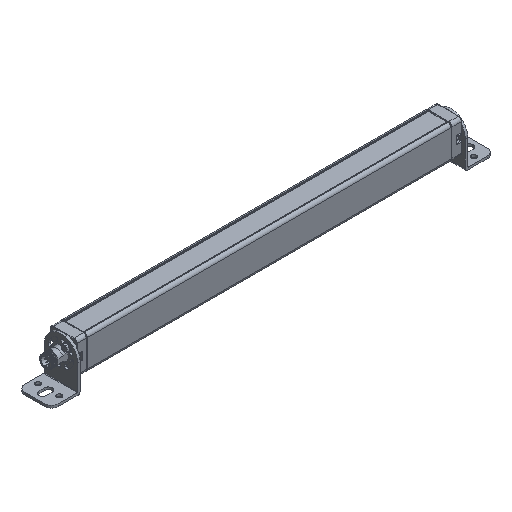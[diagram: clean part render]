
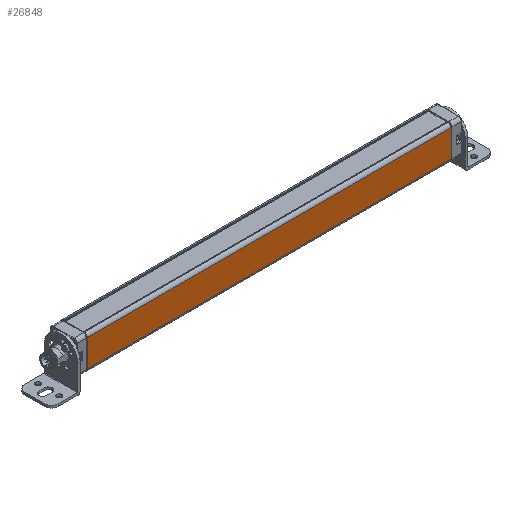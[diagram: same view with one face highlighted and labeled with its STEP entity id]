
A CAD part, isometric view. The second image highlights one B-rep face of the part: STEP entity #26848.
In plain terms, the highlighted planar face has unit normal (0, -1, 0).
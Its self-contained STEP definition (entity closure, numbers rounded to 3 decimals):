
#3282=DIRECTION('',(0.,0.,-1.));
#3283=VECTOR('',#3282,25.8);
#3284=CARTESIAN_POINT('',(-201.394,-20.215,20.117));
#3285=LINE('',#3284,#3283);
#3468=DIRECTION('',(0.,0.,-1.));
#3469=VECTOR('',#3468,25.8);
#3470=CARTESIAN_POINT('',(143.606,-20.215,20.117));
#3471=LINE('',#3470,#3469);
#9674=DIRECTION('',(-1.,0.,0.));
#9675=VECTOR('',#9674,345.);
#9676=CARTESIAN_POINT('',(143.606,-20.215,20.117));
#9677=LINE('',#9676,#9675);
#9678=DIRECTION('',(-1.,0.,0.));
#9679=VECTOR('',#9678,345.);
#9680=CARTESIAN_POINT('',(143.606,-20.215,-5.683));
#9681=LINE('',#9680,#9679);
#15346=CARTESIAN_POINT('',(-201.394,-20.215,20.117));
#15348=VERTEX_POINT('',#15346);
#15352=CARTESIAN_POINT('',(143.606,-20.215,20.117));
#15353=VERTEX_POINT('',#15352);
#15355=CARTESIAN_POINT('',(-201.394,-20.215,-5.683));
#15357=VERTEX_POINT('',#15355);
#15358=CARTESIAN_POINT('',(143.606,-20.215,-5.683));
#15359=VERTEX_POINT('',#15358);
#26836=CARTESIAN_POINT('',(-201.394,-20.215,23.117));
#26837=DIRECTION('',(0.,-1.,0.));
#26838=DIRECTION('',(0.,0.,-1.));
#26839=AXIS2_PLACEMENT_3D('',#26836,#26837,#26838);
#26840=PLANE('',#26839);
#26842=ORIENTED_EDGE('',*,*,#26841,.F.);
#26843=ORIENTED_EDGE('',*,*,#20458,.T.);
#26844=ORIENTED_EDGE('',*,*,#26829,.T.);
#26845=ORIENTED_EDGE('',*,*,#20294,.F.);
#26846=EDGE_LOOP('',(#26842,#26843,#26844,#26845));
#26847=FACE_OUTER_BOUND('',#26846,.F.);
#26848=ADVANCED_FACE('',(#26847),#26840,.T.);
#20294=EDGE_CURVE('',#15348,#15357,#3285,.T.);
#20458=EDGE_CURVE('',#15353,#15359,#3471,.T.);
#26829=EDGE_CURVE('',#15359,#15357,#9681,.T.);
#26841=EDGE_CURVE('',#15353,#15348,#9677,.T.);
